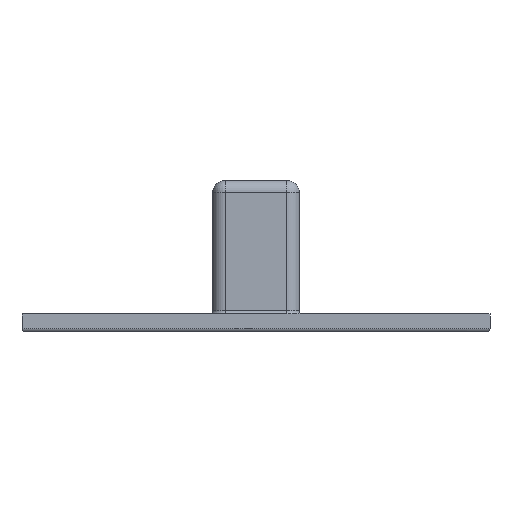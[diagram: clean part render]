
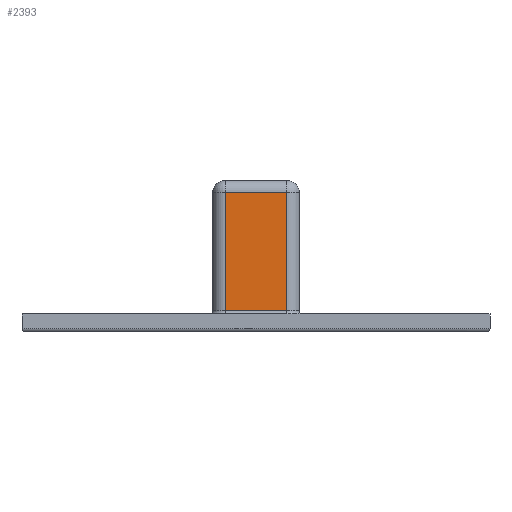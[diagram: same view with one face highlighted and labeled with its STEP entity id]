
A CAD part, front view. The second image highlights one B-rep face of the part: STEP entity #2393.
In plain terms, the highlighted planar face has unit normal (0, -1, 0).
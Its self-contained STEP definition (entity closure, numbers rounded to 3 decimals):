
#145 = CARTESIAN_POINT ( 'NONE',  ( 41.185, -84.275, 1.75 ) ) ;
#425 = VECTOR ( 'NONE', #6767, 1000. ) ;
#702 = AXIS2_PLACEMENT_3D ( 'NONE', #8243, #9789, #7233 ) ;
#1695 = CARTESIAN_POINT ( 'NONE',  ( 41.185, -84.275, 11.9 ) ) ;
#2073 = VECTOR ( 'NONE', #8558, 1000. ) ;
#2393 = ADVANCED_FACE ( 'NONE', ( #4634 ), #3654, .F. ) ;
#3103 = VERTEX_POINT ( 'NONE', #145 ) ;
#3231 = DIRECTION ( 'NONE',  ( 1., 0., 0. ) ) ;
#3353 = CARTESIAN_POINT ( 'NONE',  ( 41.185, -84.275, 12.9 ) ) ;
#3417 = LINE ( 'NONE', #4939, #2073 ) ;
#3654 = PLANE ( 'NONE',  #702 ) ;
#3909 = EDGE_CURVE ( 'NONE', #5245, #9357, #3417, .T. ) ;
#4079 = CARTESIAN_POINT ( 'NONE',  ( 35.935, -84.275, 11.9 ) ) ;
#4222 = VECTOR ( 'NONE', #10157, 1000. ) ;
#4339 = VECTOR ( 'NONE', #3231, 1000. ) ;
#4634 = FACE_OUTER_BOUND ( 'NONE', #6425, .T. ) ;
#4939 = CARTESIAN_POINT ( 'NONE',  ( 35.935, -84.275, 11.9 ) ) ;
#5107 = LINE ( 'NONE', #6819, #4339 ) ;
#5245 = VERTEX_POINT ( 'NONE', #1695 ) ;
#5498 = EDGE_CURVE ( 'NONE', #5829, #3103, #5107, .T. ) ;
#5829 = VERTEX_POINT ( 'NONE', #6912 ) ;
#6316 = ORIENTED_EDGE ( 'NONE', *, *, #5498, .T. ) ;
#6425 = EDGE_LOOP ( 'NONE', ( #7355, #6527, #7695, #6316 ) ) ;
#6527 = ORIENTED_EDGE ( 'NONE', *, *, #3909, .T. ) ;
#6552 = CARTESIAN_POINT ( 'NONE',  ( 35.935, -84.275, 12.9 ) ) ;
#6767 = DIRECTION ( 'NONE',  ( 0., 0., -1. ) ) ;
#6819 = CARTESIAN_POINT ( 'NONE',  ( 35.935, -84.275, 1.75 ) ) ;
#6888 = LINE ( 'NONE', #3353, #425 ) ;
#6912 = CARTESIAN_POINT ( 'NONE',  ( 35.935, -84.275, 1.75 ) ) ;
#7233 = DIRECTION ( 'NONE',  ( 0., 0., 1. ) ) ;
#7355 = ORIENTED_EDGE ( 'NONE', *, *, #11219, .F. ) ;
#7695 = ORIENTED_EDGE ( 'NONE', *, *, #10939, .T. ) ;
#8243 = CARTESIAN_POINT ( 'NONE',  ( 35.935, -84.275, 12.9 ) ) ;
#8558 = DIRECTION ( 'NONE',  ( -1., 0., 0. ) ) ;
#9357 = VERTEX_POINT ( 'NONE', #4079 ) ;
#9789 = DIRECTION ( 'NONE',  ( 0., 1., 0. ) ) ;
#10157 = DIRECTION ( 'NONE',  ( 0., 0., -1. ) ) ;
#10939 = EDGE_CURVE ( 'NONE', #9357, #5829, #11169, .T. ) ;
#11169 = LINE ( 'NONE', #6552, #4222 ) ;
#11219 = EDGE_CURVE ( 'NONE', #5245, #3103, #6888, .T. ) ;
